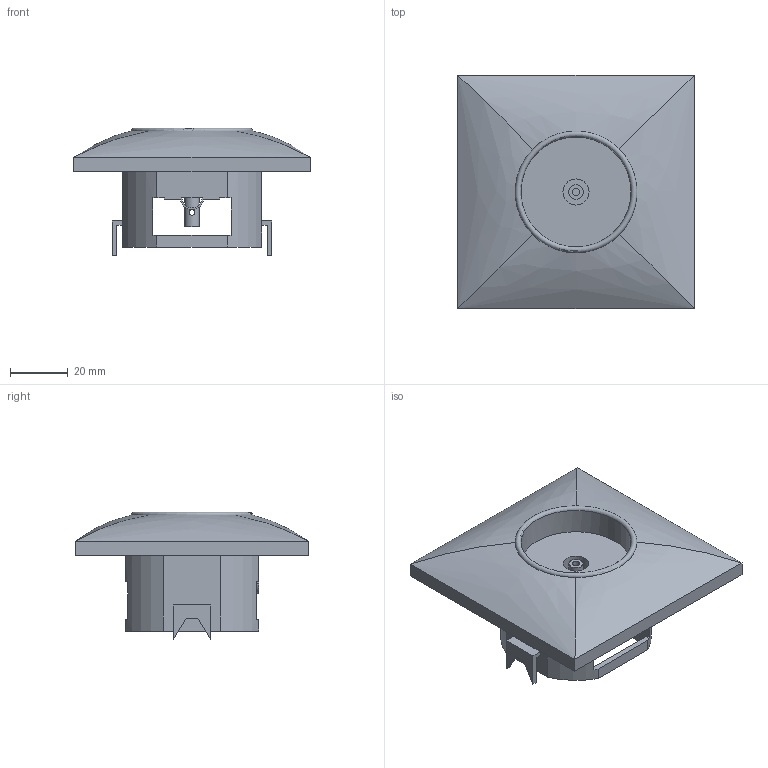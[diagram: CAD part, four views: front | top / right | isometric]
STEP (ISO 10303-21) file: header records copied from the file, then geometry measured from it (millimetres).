
FILE_DESCRIPTION (( 'STEP AP203' ), '1' );
FILE_NAME ('ERK12-K01-16-DM ÐÒÂ10-ÊÁ Ðîçåòêà 1ìåñòí. òåëåâèç. ÊÂÀÐÒÀ (áåëûé).STEP', '2016-11-23T11:17:25', ( '' ), ( '' ), 'SwSTEP 2.0', 'SolidWorks 2014', '' );
FILE_SCHEMA (( 'CONFIG_CONTROL_DESIGN' ));
Length unit declared in the file: millimetre
Products named in the file (1): ERK12-K01-16-DM ÐÒÂ10-ÊÁ Ðîçåòêà 1ìåñòí. òåëåâèç. ÊÂÀÐÒÀ (áåëûé)
Bounding box: 81.5 x 80.5 x 44 mm (x, y, z)
Volume: 76701.4 mm3; surface area: 30338.4 mm2
Topology: 1 solids, 1 shells, 103 faces, 284 edges, 189 vertices
Faces by surface type: plane 62, cylinder 36, bspline 4, torus 1
Full cylindrical faces by diameter (mm): 2 x1, 2.5 x1, 4 x4, 5 x2, 9 x1, 38 x1
Entity records: 3495 total; most frequent: CARTESIAN_POINT 758, DIRECTION 544, ORIENTED_EDGE 536, EDGE_CURVE 268, VERTEX_POINT 184, AXIS2_PLACEMENT_3D 182, VECTOR 180, LINE 180
